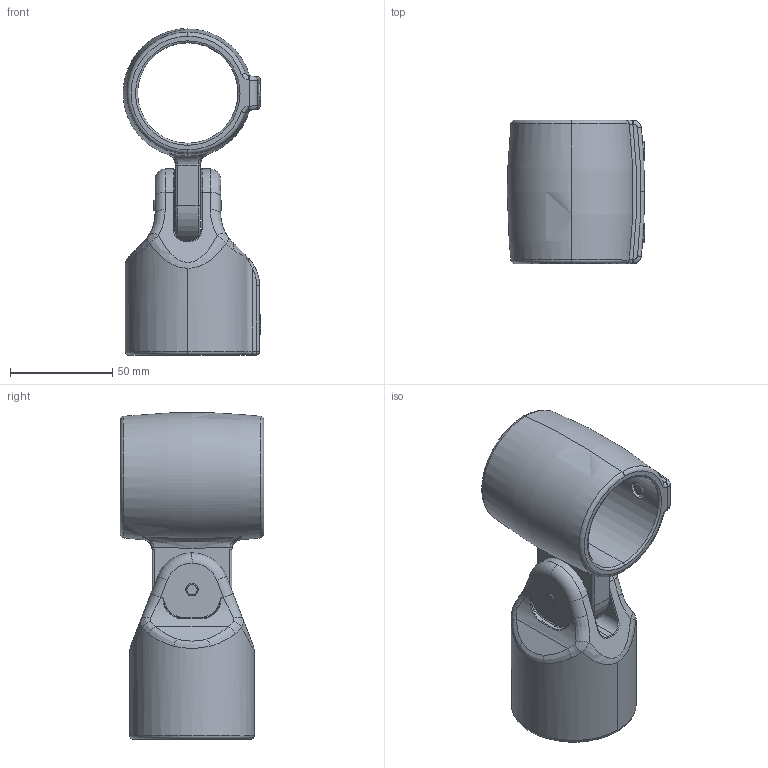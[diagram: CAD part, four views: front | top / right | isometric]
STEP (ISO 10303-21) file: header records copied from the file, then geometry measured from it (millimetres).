
FILE_DESCRIPTION (( 'STEP AP203' ), '1' );
FILE_NAME ('T194017ADJ.STEP', '2018-07-10T15:36:42', ( '' ), ( '' ), 'SwSTEP 2.0', 'SolidWorks 2016', '' );
FILE_SCHEMA (( 'CONFIG_CONTROL_DESIGN' ));
Length unit declared in the file: millimetre
Products named in the file (5): T194017B; T194120; T1940017_PIN; T194017A; T194017ADJ
Assembly tree (6 placements, depth 2):
  T194017ADJ
    T194017A
    T194017B
    T194120  x3
    T1940017_PIN
Bounding box: 67.09 x 70 x 159.44 mm (x, y, z)
Volume: 208532.5 mm3; surface area: 60957.1 mm2
Topology: 6 solids, 6 shells, 256 faces, 597 edges, 343 vertices
Faces by surface type: bspline 79, cylinder 70, plane 53, torus 36, cone 16, sphere 2
Entity records: 9357 total; most frequent: CARTESIAN_POINT 4215, ORIENTED_EDGE 1038, DIRECTION 883, EDGE_CURVE 519, AXIS2_PLACEMENT_3D 377, VERTEX_POINT 303, EDGE_LOOP 242, ADVANCED_FACE 226
